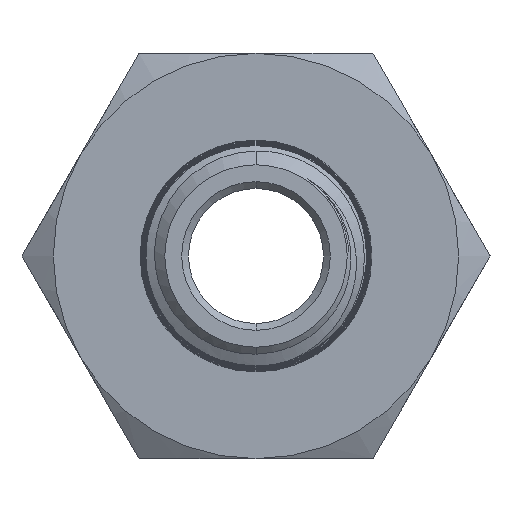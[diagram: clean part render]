
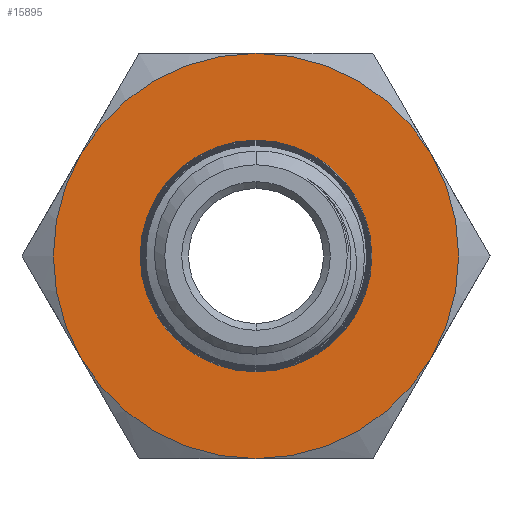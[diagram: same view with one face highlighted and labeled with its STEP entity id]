
A CAD part, front view. The second image highlights one B-rep face of the part: STEP entity #15895.
In plain terms, the highlighted planar face has unit normal (0, -1, 0).
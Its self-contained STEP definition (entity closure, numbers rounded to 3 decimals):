
#94 = CARTESIAN_POINT ( 'NONE',  ( 7.794, 0., 4.5 ) ) ;
#599 = FACE_OUTER_BOUND ( 'NONE', #21518, .T. ) ;
#1679 = FACE_BOUND ( 'NONE', #41772, .T. ) ;
#2955 = CARTESIAN_POINT ( 'NONE',  ( 0., 0., 0. ) ) ;
#3053 = DIRECTION ( 'NONE',  ( 0., 0., 1. ) ) ;
#3714 = EDGE_CURVE ( 'NONE', #3766, #16088, #16100, .T. ) ;
#3766 = VERTEX_POINT ( 'NONE', #10214 ) ;
#4290 = AXIS2_PLACEMENT_3D ( 'NONE', #27230, #6342, #30757 ) ;
#5288 = AXIS2_PLACEMENT_3D ( 'NONE', #38138, #17214, #41649 ) ;
#5433 = AXIS2_PLACEMENT_3D ( 'NONE', #29186, #8288, #32725 ) ;
#5729 = CARTESIAN_POINT ( 'NONE',  ( 0., 0., 0. ) ) ;
#5768 = ORIENTED_EDGE ( 'NONE', *, *, #9740, .F. ) ;
#6270 = VERTEX_POINT ( 'NONE', #19236 ) ;
#6342 = DIRECTION ( 'NONE',  ( 0., 1., 0. ) ) ;
#6455 = DIRECTION ( 'NONE',  ( 0., 0., 1. ) ) ;
#7070 = VERTEX_POINT ( 'NONE', #39828 ) ;
#8288 = DIRECTION ( 'NONE',  ( 0., -1., 0. ) ) ;
#8549 = CIRCLE ( 'NONE', #28526, 5.145 ) ;
#8557 = DIRECTION ( 'NONE',  ( 0., 1., 0. ) ) ;
#9394 = PLANE ( 'NONE',  #38962 ) ;
#9740 = EDGE_CURVE ( 'NONE', #7070, #38763, #26336, .T. ) ;
#9861 = CARTESIAN_POINT ( 'NONE',  ( 0., 0., -9. ) ) ;
#10214 = CARTESIAN_POINT ( 'NONE',  ( 7.794, 0., -4.5 ) ) ;
#10251 = ORIENTED_EDGE ( 'NONE', *, *, #20005, .F. ) ;
#10767 = CARTESIAN_POINT ( 'NONE',  ( -7.794, 0., 4.5 ) ) ;
#11898 = CARTESIAN_POINT ( 'NONE',  ( 0., 0., 5.145 ) ) ;
#12898 = DIRECTION ( 'NONE',  ( 0., 0., 1. ) ) ;
#15698 = CARTESIAN_POINT ( 'NONE',  ( 0., 0., 0. ) ) ;
#15895 = ADVANCED_FACE ( 'NONE', ( #1679, #599 ), #9394, .F. ) ;
#16088 = VERTEX_POINT ( 'NONE', #9861 ) ;
#16100 = CIRCLE ( 'NONE', #5288, 9. ) ;
#17060 = EDGE_CURVE ( 'NONE', #25341, #3766, #19686, .T. ) ;
#17214 = DIRECTION ( 'NONE',  ( 0., 1., 0. ) ) ;
#17883 = EDGE_CURVE ( 'NONE', #38763, #19352, #31692, .T. ) ;
#18555 = DIRECTION ( 'NONE',  ( 0., -1., 0. ) ) ;
#18831 = AXIS2_PLACEMENT_3D ( 'NONE', #15698, #40132, #19201 ) ;
#19201 = DIRECTION ( 'NONE',  ( 0., 0., 1. ) ) ;
#19236 = CARTESIAN_POINT ( 'NONE',  ( 0., 0., -5.145 ) ) ;
#19352 = VERTEX_POINT ( 'NONE', #32780 ) ;
#19686 = CIRCLE ( 'NONE', #45114, 9. ) ;
#20005 = EDGE_CURVE ( 'NONE', #16088, #7070, #30548, .T. ) ;
#20416 = ORIENTED_EDGE ( 'NONE', *, *, #38211, .F. ) ;
#21518 = EDGE_LOOP ( 'NONE', ( #45323, #25935, #20416, #43242, #5768, #10251 ) ) ;
#23929 = DIRECTION ( 'NONE',  ( 0., 1., 0. ) ) ;
#24108 = ORIENTED_EDGE ( 'NONE', *, *, #30394, .F. ) ;
#25341 = VERTEX_POINT ( 'NONE', #94 ) ;
#25935 = ORIENTED_EDGE ( 'NONE', *, *, #17060, .F. ) ;
#26336 = CIRCLE ( 'NONE', #31985, 9. ) ;
#27230 = CARTESIAN_POINT ( 'NONE',  ( 0., 0., 0. ) ) ;
#27352 = DIRECTION ( 'NONE',  ( 0., 1., 0. ) ) ;
#28526 = AXIS2_PLACEMENT_3D ( 'NONE', #39473, #18555, #42962 ) ;
#29186 = CARTESIAN_POINT ( 'NONE',  ( 0., 0., 0. ) ) ;
#29448 = CARTESIAN_POINT ( 'NONE',  ( 0., 0., 0. ) ) ;
#30394 = EDGE_CURVE ( 'NONE', #6270, #41225, #38738, .T. ) ;
#30548 = CIRCLE ( 'NONE', #18831, 9. ) ;
#30757 = DIRECTION ( 'NONE',  ( 0., 0., 1. ) ) ;
#30936 = CIRCLE ( 'NONE', #4290, 9. ) ;
#31692 = CIRCLE ( 'NONE', #32554, 9. ) ;
#31985 = AXIS2_PLACEMENT_3D ( 'NONE', #44860, #23929, #3053 ) ;
#32554 = AXIS2_PLACEMENT_3D ( 'NONE', #29448, #8557, #32980 ) ;
#32725 = DIRECTION ( 'NONE',  ( 0., 0., 1. ) ) ;
#32780 = CARTESIAN_POINT ( 'NONE',  ( 0., 0., 9. ) ) ;
#32980 = DIRECTION ( 'NONE',  ( 0., 0., 1. ) ) ;
#33823 = DIRECTION ( 'NONE',  ( 0., 1., 0. ) ) ;
#37594 = EDGE_CURVE ( 'NONE', #41225, #6270, #8549, .T. ) ;
#38138 = CARTESIAN_POINT ( 'NONE',  ( 0., 0., 0. ) ) ;
#38211 = EDGE_CURVE ( 'NONE', #19352, #25341, #30936, .T. ) ;
#38738 = CIRCLE ( 'NONE', #5433, 5.145 ) ;
#38763 = VERTEX_POINT ( 'NONE', #10767 ) ;
#38962 = AXIS2_PLACEMENT_3D ( 'NONE', #5729, #33823, #12898 ) ;
#39473 = CARTESIAN_POINT ( 'NONE',  ( 0., 0., 0. ) ) ;
#39828 = CARTESIAN_POINT ( 'NONE',  ( -7.794, 0., -4.5 ) ) ;
#40132 = DIRECTION ( 'NONE',  ( 0., 1., 0. ) ) ;
#40155 = ORIENTED_EDGE ( 'NONE', *, *, #37594, .F. ) ;
#41225 = VERTEX_POINT ( 'NONE', #11898 ) ;
#41649 = DIRECTION ( 'NONE',  ( 0., 0., 1. ) ) ;
#41772 = EDGE_LOOP ( 'NONE', ( #40155, #24108 ) ) ;
#42962 = DIRECTION ( 'NONE',  ( 0., 0., 1. ) ) ;
#43242 = ORIENTED_EDGE ( 'NONE', *, *, #17883, .F. ) ;
#44860 = CARTESIAN_POINT ( 'NONE',  ( 0., 0., 0. ) ) ;
#45114 = AXIS2_PLACEMENT_3D ( 'NONE', #2955, #27352, #6455 ) ;
#45323 = ORIENTED_EDGE ( 'NONE', *, *, #3714, .F. ) ;
